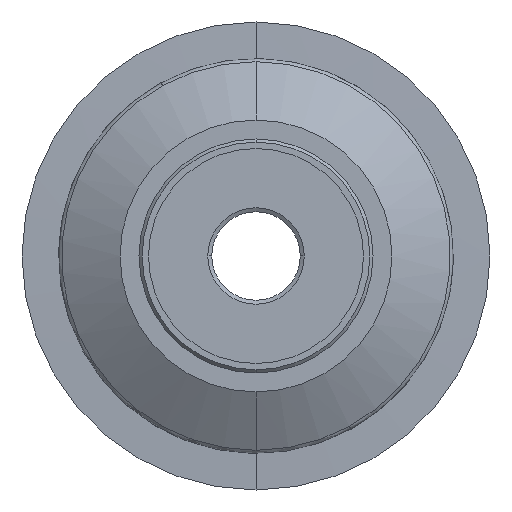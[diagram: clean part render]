
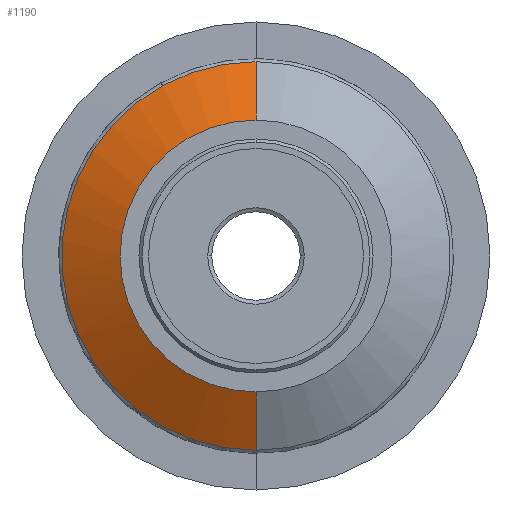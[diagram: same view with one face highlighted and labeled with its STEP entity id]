
A CAD part, front view. The second image highlights one B-rep face of the part: STEP entity #1190.
In plain terms, the highlighted conical face has half-angle 60 degrees and reference radius 30.72 mm.
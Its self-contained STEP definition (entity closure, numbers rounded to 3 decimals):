
#4 = VERTEX_POINT ( 'NONE', #548 ) ;
#61 = ORIENTED_EDGE ( 'NONE', *, *, #722, .T. ) ;
#109 = DIRECTION ( 'NONE',  ( 0., 0.5, -0.866 ) ) ;
#201 = CIRCLE ( 'NONE', #1299, 30.72 ) ;
#298 = AXIS2_PLACEMENT_3D ( 'NONE', #1062, #2366, #395 ) ;
#305 = VERTEX_POINT ( 'NONE', #1640 ) ;
#391 = VECTOR ( 'NONE', #1894, 1000. ) ;
#395 = DIRECTION ( 'NONE',  ( 0., 0., 1. ) ) ;
#548 = CARTESIAN_POINT ( 'NONE',  ( -1.667, 5.16, 16.5 ) ) ;
#576 = VERTEX_POINT ( 'NONE', #628 ) ;
#628 = CARTESIAN_POINT ( 'NONE',  ( -1.667, 5.16, 59.5 ) ) ;
#722 = EDGE_CURVE ( 'NONE', #4, #576, #2413, .T. ) ;
#728 = EDGE_CURVE ( 'NONE', #1532, #843, #1903, .T. ) ;
#805 = VECTOR ( 'NONE', #109, 1000. ) ;
#843 = VERTEX_POINT ( 'NONE', #2635 ) ;
#849 = DIRECTION ( 'NONE',  ( 0.481, 0., -0.877 ) ) ;
#863 = DIRECTION ( 'NONE',  ( 0., 1., 0. ) ) ;
#1026 = LINE ( 'NONE', #1039, #391 ) ;
#1039 = CARTESIAN_POINT ( 'NONE',  ( -1.667, 10.484, 68.72 ) ) ;
#1062 = CARTESIAN_POINT ( 'NONE',  ( -1.667, 5.16, 38. ) ) ;
#1190 = ADVANCED_FACE ( 'NONE', ( #2196 ), #2496, .T. ) ;
#1225 = EDGE_CURVE ( 'NONE', #4, #1532, #1392, .T. ) ;
#1299 = AXIS2_PLACEMENT_3D ( 'NONE', #2630, #2466, #2422 ) ;
#1332 = ORIENTED_EDGE ( 'NONE', *, *, #2164, .T. ) ;
#1392 = LINE ( 'NONE', #2449, #805 ) ;
#1408 = EDGE_CURVE ( 'NONE', #843, #305, #201, .T. ) ;
#1492 = ORIENTED_EDGE ( 'NONE', *, *, #728, .F. ) ;
#1532 = VERTEX_POINT ( 'NONE', #1827 ) ;
#1640 = CARTESIAN_POINT ( 'NONE',  ( -1.667, 10.484, 68.72 ) ) ;
#1757 = AXIS2_PLACEMENT_3D ( 'NONE', #1932, #2793, #849 ) ;
#1800 = ORIENTED_EDGE ( 'NONE', *, *, #1408, .F. ) ;
#1827 = CARTESIAN_POINT ( 'NONE',  ( -1.667, 10.484, 7.28 ) ) ;
#1894 = DIRECTION ( 'NONE',  ( 0., 0.5, 0.866 ) ) ;
#1903 = CIRCLE ( 'NONE', #1757, 30.72 ) ;
#1932 = CARTESIAN_POINT ( 'NONE',  ( -1.667, 10.484, 38. ) ) ;
#2164 = EDGE_CURVE ( 'NONE', #576, #305, #1026, .T. ) ;
#2196 = FACE_OUTER_BOUND ( 'NONE', #2641, .T. ) ;
#2366 = DIRECTION ( 'NONE',  ( 0., 1., 0. ) ) ;
#2413 = CIRCLE ( 'NONE', #298, 21.5 ) ;
#2417 = ORIENTED_EDGE ( 'NONE', *, *, #1225, .F. ) ;
#2422 = DIRECTION ( 'NONE',  ( 0.481, 0., -0.877 ) ) ;
#2449 = CARTESIAN_POINT ( 'NONE',  ( -1.667, 10.484, 7.28 ) ) ;
#2466 = DIRECTION ( 'NONE',  ( 0., 1., 0. ) ) ;
#2496 = CONICAL_SURFACE ( 'NONE', #2582, 30.72, 1.047 ) ;
#2582 = AXIS2_PLACEMENT_3D ( 'NONE', #2806, #863, #2606 ) ;
#2606 = DIRECTION ( 'NONE',  ( 0., 0., 1. ) ) ;
#2630 = CARTESIAN_POINT ( 'NONE',  ( -1.667, 10.484, 38. ) ) ;
#2635 = CARTESIAN_POINT ( 'NONE',  ( -16.449, 10.484, 64.93 ) ) ;
#2641 = EDGE_LOOP ( 'NONE', ( #2417, #61, #1332, #1800, #1492 ) ) ;
#2793 = DIRECTION ( 'NONE',  ( 0., 1., 0. ) ) ;
#2806 = CARTESIAN_POINT ( 'NONE',  ( -1.667, 10.484, 38. ) ) ;
